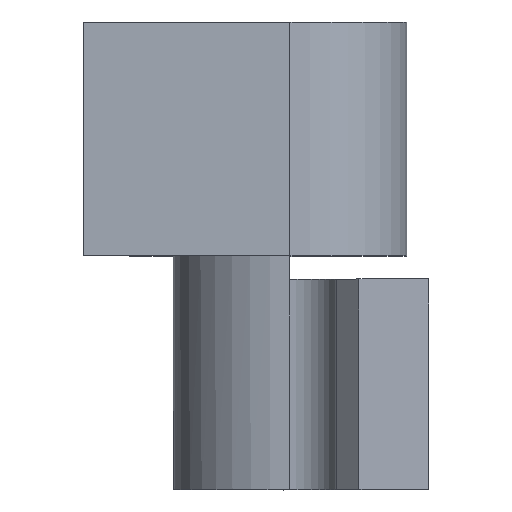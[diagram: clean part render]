
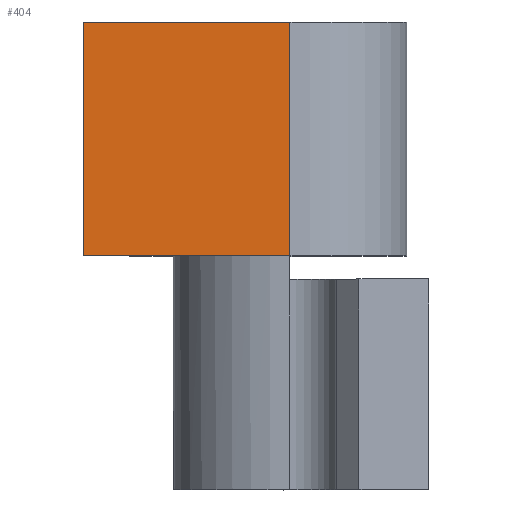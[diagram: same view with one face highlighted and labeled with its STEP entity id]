
A CAD part, top view. The second image highlights one B-rep face of the part: STEP entity #404.
In plain terms, the highlighted planar face has unit normal (0, 0, 1).
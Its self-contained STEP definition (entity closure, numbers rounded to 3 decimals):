
#27=LINE('',#581,#73);
#31=LINE('',#593,#77);
#48=LINE('',#630,#94);
#54=LINE('',#641,#100);
#73=VECTOR('',#470,1000.);
#77=VECTOR('',#480,1000.);
#94=VECTOR('',#505,1000.);
#100=VECTOR('',#521,1000.);
#168=ORIENTED_EDGE('',*,*,#230,.T.);
#169=ORIENTED_EDGE('',*,*,#236,.T.);
#170=ORIENTED_EDGE('',*,*,#255,.T.);
#171=ORIENTED_EDGE('',*,*,#261,.F.);
#230=EDGE_CURVE('',#286,#285,#27,.T.);
#236=EDGE_CURVE('',#285,#290,#31,.T.);
#255=EDGE_CURVE('',#290,#306,#48,.F.);
#261=EDGE_CURVE('',#286,#306,#54,.T.);
#285=VERTEX_POINT('',#580);
#286=VERTEX_POINT('',#582);
#290=VERTEX_POINT('',#592);
#306=VERTEX_POINT('',#629);
#338=EDGE_LOOP('',(#168,#169,#170,#171));
#362=FACE_BOUND('',#338,.T.);
#384=PLANE('',#446);
#404=ADVANCED_FACE('',(#362),#384,.F.);
#446=AXIS2_PLACEMENT_3D('',#642,#522,#523);
#470=DIRECTION('',(1.,0.,0.));
#480=DIRECTION('',(0.,1.,0.));
#505=DIRECTION('',(1.,0.,0.));
#521=DIRECTION('',(0.,1.,0.));
#522=DIRECTION('',(0.,0.,-1.));
#523=DIRECTION('',(-1.,0.,0.));
#580=CARTESIAN_POINT('',(-20.5,21.62,6.));
#581=CARTESIAN_POINT('',(-25.,21.62,6.));
#582=CARTESIAN_POINT('',(-24.923,21.62,6.));
#592=CARTESIAN_POINT('',(-20.5,26.62,6.));
#593=CARTESIAN_POINT('',(-20.5,21.62,6.));
#629=CARTESIAN_POINT('',(-24.923,26.62,6.));
#630=CARTESIAN_POINT('',(-25.,26.62,6.));
#641=CARTESIAN_POINT('',(-24.923,21.62,6.));
#642=CARTESIAN_POINT('',(-25.,21.62,6.));
